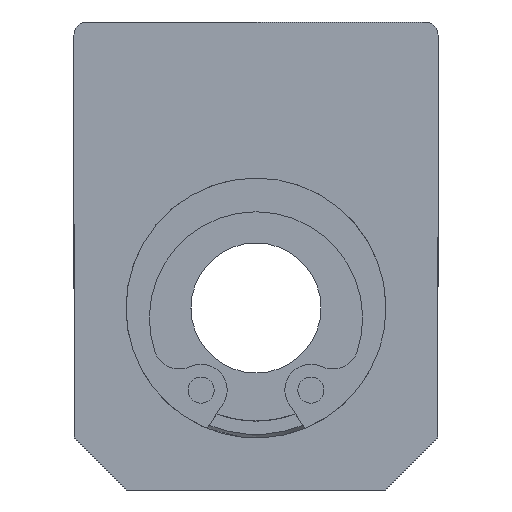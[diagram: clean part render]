
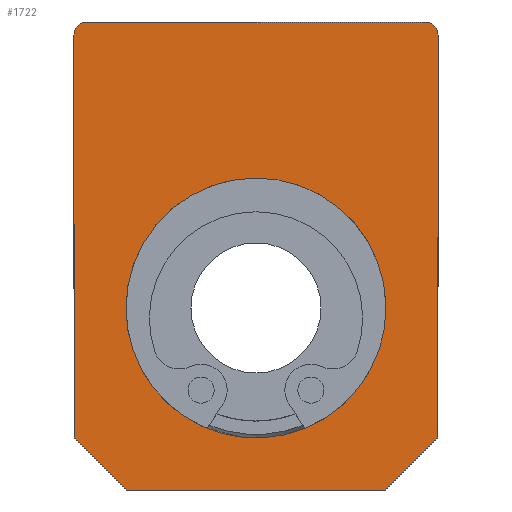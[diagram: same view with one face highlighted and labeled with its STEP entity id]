
A CAD part, left-side view. The second image highlights one B-rep face of the part: STEP entity #1722.
In plain terms, the highlighted planar face has unit normal (-1, 0, 0).
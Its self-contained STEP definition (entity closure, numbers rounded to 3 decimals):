
#1547=CARTESIAN_POINT('',(0.0,5.0,0.));
#1548=VERTEX_POINT('',#1547);
#1549=CARTESIAN_POINT('',(0.0,0.0,0.0));
#1550=DIRECTION('',(1.0,0.0,0.0));
#1551=DIRECTION('',(0.0,-1.0,0.0));
#1552=AXIS2_PLACEMENT_3D('',#1549,#1550,#1551);
#1553=CIRCLE('',#1552,5.0);
#1554=EDGE_CURVE('',#1548,#1548,#1553,.T.);
#1584=CARTESIAN_POINT('',(0.0,7.,10.5));
#1585=VERTEX_POINT('',#1584);
#1592=CARTESIAN_POINT('',(0.0,6.5,11.0));
#1593=VERTEX_POINT('',#1592);
#1594=CARTESIAN_POINT('',(0.0,6.5,10.5));
#1595=DIRECTION('',(1.0,0.0,0.0));
#1596=DIRECTION('',(0.0,0.707,0.707));
#1597=AXIS2_PLACEMENT_3D('',#1594,#1595,#1596);
#1598=CIRCLE('',#1597,0.5);
#1599=EDGE_CURVE('',#1585,#1593,#1598,.T.);
#1616=CARTESIAN_POINT('',(0.0,-6.5,11.0));
#1617=VERTEX_POINT('',#1616);
#1618=CARTESIAN_POINT('',(0.0,6.5,11.0));
#1619=DIRECTION('',(0.0,-1.0,0.0));
#1620=VECTOR('',#1619,13.);
#1621=LINE('',#1618,#1620);
#1622=EDGE_CURVE('',#1593,#1617,#1621,.T.);
#1663=CARTESIAN_POINT('',(0.0,0.,2.));
#1664=DIRECTION('',(1.0,0.0,0.0));
#1665=DIRECTION('',(0.0,0.0,-1.0));
#1666=AXIS2_PLACEMENT_3D('',#1663,#1664,#1665);
#1667=PLANE('',#1666);
#1668=ORIENTED_EDGE('',*,*,#1599,.F.);
#1669=CARTESIAN_POINT('',(0.0,7.,-5.));
#1670=VERTEX_POINT('',#1669);
#1671=CARTESIAN_POINT('',(0.0,7.,-5.));
#1672=DIRECTION('',(0.0,0.0,1.0));
#1673=VECTOR('',#1672,15.5);
#1674=LINE('',#1671,#1673);
#1675=EDGE_CURVE('',#1670,#1585,#1674,.T.);
#1676=ORIENTED_EDGE('',*,*,#1675,.F.);
#1677=CARTESIAN_POINT('',(0.0,5.,-7.));
#1678=VERTEX_POINT('',#1677);
#1679=CARTESIAN_POINT('',(0.0,5.,-7.));
#1680=DIRECTION('',(0.0,0.707,0.707));
#1681=VECTOR('',#1680,2.828);
#1682=LINE('',#1679,#1681);
#1683=EDGE_CURVE('',#1678,#1670,#1682,.T.);
#1684=ORIENTED_EDGE('',*,*,#1683,.F.);
#1685=CARTESIAN_POINT('',(0.0,-5.,-7.));
#1686=VERTEX_POINT('',#1685);
#1687=CARTESIAN_POINT('',(0.0,-5.,-7.));
#1688=DIRECTION('',(0.0,1.0,0.0));
#1689=VECTOR('',#1688,10.);
#1690=LINE('',#1687,#1689);
#1691=EDGE_CURVE('',#1686,#1678,#1690,.T.);
#1692=ORIENTED_EDGE('',*,*,#1691,.F.);
#1693=CARTESIAN_POINT('',(0.0,-7.,-5.));
#1694=VERTEX_POINT('',#1693);
#1695=CARTESIAN_POINT('',(0.0,-7.,-5.));
#1696=DIRECTION('',(0.0,0.707,-0.707));
#1697=VECTOR('',#1696,2.828);
#1698=LINE('',#1695,#1697);
#1699=EDGE_CURVE('',#1694,#1686,#1698,.T.);
#1700=ORIENTED_EDGE('',*,*,#1699,.F.);
#1701=CARTESIAN_POINT('',(0.0,-7.,10.5));
#1702=VERTEX_POINT('',#1701);
#1703=CARTESIAN_POINT('',(0.0,-7.,10.5));
#1704=DIRECTION('',(0.0,0.0,-1.0));
#1705=VECTOR('',#1704,15.5);
#1706=LINE('',#1703,#1705);
#1707=EDGE_CURVE('',#1702,#1694,#1706,.T.);
#1708=ORIENTED_EDGE('',*,*,#1707,.F.);
#1709=CARTESIAN_POINT('',(0.0,-6.5,10.5));
#1710=DIRECTION('',(1.0,0.0,0.0));
#1711=DIRECTION('',(0.0,-0.707,0.707));
#1712=AXIS2_PLACEMENT_3D('',#1709,#1710,#1711);
#1713=CIRCLE('',#1712,0.5);
#1714=EDGE_CURVE('',#1617,#1702,#1713,.T.);
#1715=ORIENTED_EDGE('',*,*,#1714,.F.);
#1716=ORIENTED_EDGE('',*,*,#1622,.F.);
#1717=EDGE_LOOP('',(#1668,#1676,#1684,#1692,#1700,#1708,#1715,#1716));
#1718=FACE_OUTER_BOUND('',#1717,.T.);
#1719=ORIENTED_EDGE('',*,*,#1554,.T.);
#1720=EDGE_LOOP('',(#1719));
#1721=FACE_BOUND('',#1720,.T.);
#1722=ADVANCED_FACE('',(#1718,#1721),#1667,.F.);
